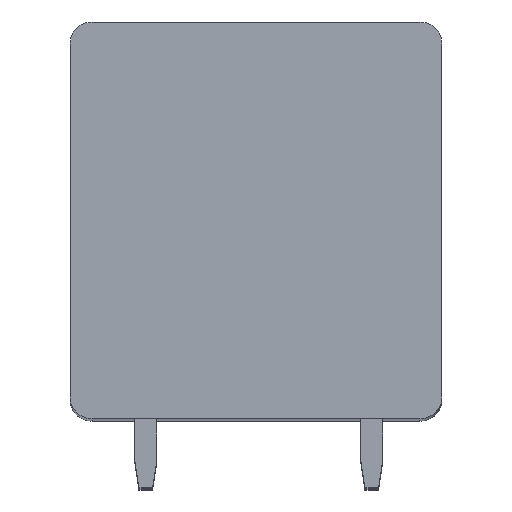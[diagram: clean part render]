
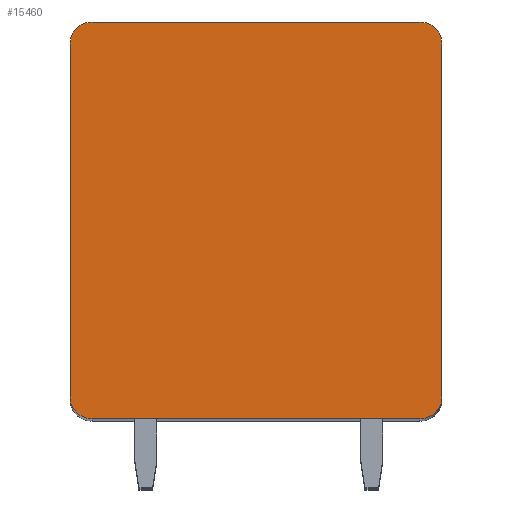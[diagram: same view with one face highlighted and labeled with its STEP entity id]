
A CAD part, top view. The second image highlights one B-rep face of the part: STEP entity #15460.
In plain terms, the highlighted planar face has unit normal (0, 0, 1).
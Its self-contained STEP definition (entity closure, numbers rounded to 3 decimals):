
#1929=CARTESIAN_POINT('',(-5.95,6.4,1.75));
#1930=DIRECTION('',(0.,0.,1.));
#1931=DIRECTION('',(0.,1.,0.));
#1932=AXIS2_PLACEMENT_3D('',#1929,#1930,#1931);
#1934=DIRECTION('',(-1.,0.,0.));
#1935=VECTOR('',#1934,11.9);
#1936=CARTESIAN_POINT('',(5.95,7.2,1.75));
#1937=LINE('',#1936,#1935);
#1938=CARTESIAN_POINT('',(5.95,6.4,1.75));
#1939=DIRECTION('',(0.,0.,1.));
#1940=DIRECTION('',(1.,0.,0.));
#1941=AXIS2_PLACEMENT_3D('',#1938,#1939,#1940);
#1943=DIRECTION('',(0.,1.,0.));
#1944=VECTOR('',#1943,12.8);
#1945=CARTESIAN_POINT('',(6.75,-6.4,1.75));
#1946=LINE('',#1945,#1944);
#1947=CARTESIAN_POINT('',(5.95,-6.4,1.75));
#1948=DIRECTION('',(0.,0.,1.));
#1949=DIRECTION('',(0.,-1.,0.));
#1950=AXIS2_PLACEMENT_3D('',#1947,#1948,#1949);
#1952=DIRECTION('',(1.,0.,0.));
#1953=VECTOR('',#1952,11.9);
#1954=CARTESIAN_POINT('',(-5.95,-7.2,1.75));
#1955=LINE('',#1954,#1953);
#1956=CARTESIAN_POINT('',(-5.95,-6.4,1.75));
#1957=DIRECTION('',(0.,0.,1.));
#1958=DIRECTION('',(-1.,0.,0.));
#1959=AXIS2_PLACEMENT_3D('',#1956,#1957,#1958);
#1961=DIRECTION('',(0.,-1.,0.));
#1962=VECTOR('',#1961,12.8);
#1963=CARTESIAN_POINT('',(-6.75,6.4,1.75));
#1964=LINE('',#1963,#1962);
#11429=CARTESIAN_POINT('',(-5.95,7.2,1.75));
#11430=VERTEX_POINT('',#11429);
#11431=CARTESIAN_POINT('',(-6.75,6.4,1.75));
#11432=VERTEX_POINT('',#11431);
#11437=CARTESIAN_POINT('',(6.75,6.4,1.75));
#11438=VERTEX_POINT('',#11437);
#11439=CARTESIAN_POINT('',(5.95,7.2,1.75));
#11440=VERTEX_POINT('',#11439);
#11445=CARTESIAN_POINT('',(-6.75,-6.4,1.75));
#11446=VERTEX_POINT('',#11445);
#11447=CARTESIAN_POINT('',(-5.95,-7.2,1.75));
#11448=VERTEX_POINT('',#11447);
#11453=CARTESIAN_POINT('',(5.95,-7.2,1.75));
#11454=VERTEX_POINT('',#11453);
#11455=CARTESIAN_POINT('',(6.75,-6.4,1.75));
#11456=VERTEX_POINT('',#11455);
#15445=CARTESIAN_POINT('',(0.,0.,1.75));
#15446=DIRECTION('',(0.,0.,1.));
#15447=DIRECTION('',(1.,0.,0.));
#15448=AXIS2_PLACEMENT_3D('',#15445,#15446,#15447);
#15449=PLANE('',#15448);
#15450=ORIENTED_EDGE('',*,*,#14249,.F.);
#15451=ORIENTED_EDGE('',*,*,#14265,.F.);
#15452=ORIENTED_EDGE('',*,*,#14670,.F.);
#15453=ORIENTED_EDGE('',*,*,#14685,.F.);
#15454=ORIENTED_EDGE('',*,*,#14978,.F.);
#15455=ORIENTED_EDGE('',*,*,#14991,.F.);
#15456=ORIENTED_EDGE('',*,*,#15286,.F.);
#15457=ORIENTED_EDGE('',*,*,#15298,.F.);
#15458=EDGE_LOOP('',(#15450,#15451,#15452,#15453,#15454,#15455,#15456,#15457));
#15459=FACE_OUTER_BOUND('',#15458,.F.);
#1933=CIRCLE('',#1932,0.8);
#1942=CIRCLE('',#1941,0.8);
#1951=CIRCLE('',#1950,0.8);
#1960=CIRCLE('',#1959,0.8);
#14249=EDGE_CURVE('',#11430,#11432,#1933,.T.);
#14265=EDGE_CURVE('',#11440,#11430,#1937,.T.);
#14670=EDGE_CURVE('',#11438,#11440,#1942,.T.);
#14685=EDGE_CURVE('',#11456,#11438,#1946,.T.);
#14978=EDGE_CURVE('',#11454,#11456,#1951,.T.);
#14991=EDGE_CURVE('',#11448,#11454,#1955,.T.);
#15286=EDGE_CURVE('',#11446,#11448,#1960,.T.);
#15298=EDGE_CURVE('',#11432,#11446,#1964,.T.);
#15460=ADVANCED_FACE('',(#15459),#15449,.T.);
